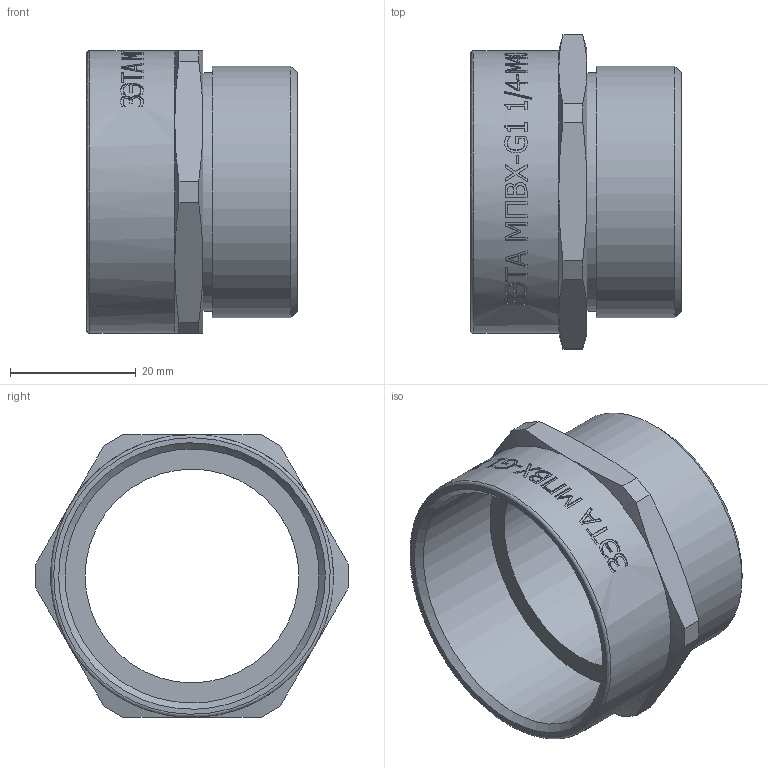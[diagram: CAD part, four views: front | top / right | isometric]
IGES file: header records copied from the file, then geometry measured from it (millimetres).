
Global section: file name: 60 MPVX-G1 1_4-M40; native system: Autodesk Inventor 2015; preprocessor: unknown; author: Борисов Е.В.,,11,0,; ; date: 20161001.165027; units: millimetre
Bounding box: 33.5 x 49.96 x 45 mm (x, y, z)
Volume: 12130.8 mm3; surface area: 10111.7 mm2
Topology: 1 solids, 1 shells, 288 faces, 776 edges, 517 vertices
Faces by surface type: bspline 288
